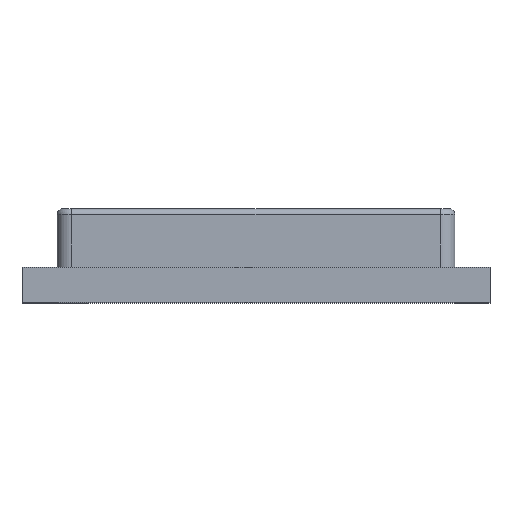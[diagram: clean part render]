
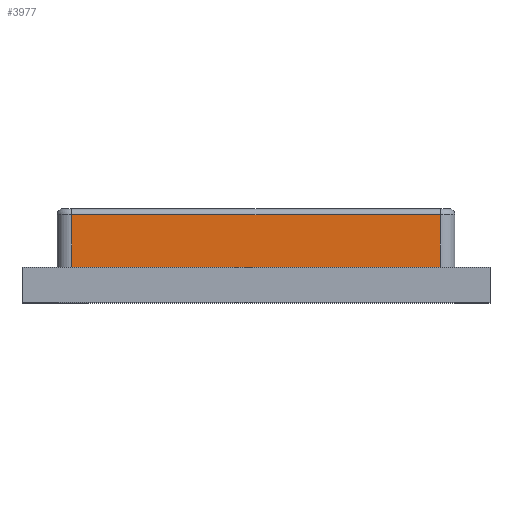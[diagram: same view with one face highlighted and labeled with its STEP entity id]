
A CAD part, top view. The second image highlights one B-rep face of the part: STEP entity #3977.
In plain terms, the highlighted planar face has unit normal (0, 0, 1).
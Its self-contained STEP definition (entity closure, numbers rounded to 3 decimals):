
#23 = EDGE_LOOP ( 'NONE', ( #2506, #2374, #1779, #1387 ) ) ;
#67 = CARTESIAN_POINT ( 'NONE',  ( 6.3, 1.2, 7.9 ) ) ;
#309 = CARTESIAN_POINT ( 'NONE',  ( -6.3, 1.2, 7.9 ) ) ;
#464 = CARTESIAN_POINT ( 'NONE',  ( 6.3, 27.247, 7.9 ) ) ;
#620 = VERTEX_POINT ( 'NONE', #4133 ) ;
#753 = DIRECTION ( 'NONE',  ( -1., 0., 0. ) ) ;
#795 = CARTESIAN_POINT ( 'NONE',  ( -6.3, 3., 7.9 ) ) ;
#920 = CARTESIAN_POINT ( 'NONE',  ( 6.3, 3., 7.9 ) ) ;
#1073 = PLANE ( 'NONE',  #1204 ) ;
#1136 = DIRECTION ( 'NONE',  ( 0., 1., 0. ) ) ;
#1137 = EDGE_CURVE ( 'NONE', #1187, #2640, #2226, .T. ) ;
#1187 = VERTEX_POINT ( 'NONE', #67 ) ;
#1204 = AXIS2_PLACEMENT_3D ( 'NONE', #1737, #2744, #753 ) ;
#1387 = ORIENTED_EDGE ( 'NONE', *, *, #1444, .T. ) ;
#1411 = DIRECTION ( 'NONE',  ( 0., -1., 0. ) ) ;
#1444 = EDGE_CURVE ( 'NONE', #3828, #1187, #3954, .T. ) ;
#1737 = CARTESIAN_POINT ( 'NONE',  ( 6.8, 27.247, 7.9 ) ) ;
#1779 = ORIENTED_EDGE ( 'NONE', *, *, #1856, .T. ) ;
#1789 = CARTESIAN_POINT ( 'NONE',  ( 6.8, 1.2, 7.9 ) ) ;
#1856 = EDGE_CURVE ( 'NONE', #620, #3828, #4260, .T. ) ;
#1935 = EDGE_CURVE ( 'NONE', #2640, #620, #3282, .T. ) ;
#2126 = DIRECTION ( 'NONE',  ( 1., 0., 0. ) ) ;
#2226 = LINE ( 'NONE', #464, #3127 ) ;
#2374 = ORIENTED_EDGE ( 'NONE', *, *, #1935, .T. ) ;
#2396 = CARTESIAN_POINT ( 'NONE',  ( -6.3, 27.247, 7.9 ) ) ;
#2506 = ORIENTED_EDGE ( 'NONE', *, *, #1137, .T. ) ;
#2640 = VERTEX_POINT ( 'NONE', #920 ) ;
#2665 = DIRECTION ( 'NONE',  ( -1., 0., 0. ) ) ;
#2672 = FACE_OUTER_BOUND ( 'NONE', #23, .T. ) ;
#2744 = DIRECTION ( 'NONE',  ( 0., 0., -1. ) ) ;
#2866 = VECTOR ( 'NONE', #2126, 1000. ) ;
#3127 = VECTOR ( 'NONE', #1136, 1000. ) ;
#3282 = LINE ( 'NONE', #795, #3747 ) ;
#3747 = VECTOR ( 'NONE', #2665, 1000. ) ;
#3828 = VERTEX_POINT ( 'NONE', #309 ) ;
#3954 = LINE ( 'NONE', #1789, #2866 ) ;
#3977 = ADVANCED_FACE ( 'NONE', ( #2672 ), #1073, .F. ) ;
#4133 = CARTESIAN_POINT ( 'NONE',  ( -6.3, 3., 7.9 ) ) ;
#4154 = VECTOR ( 'NONE', #1411, 1000. ) ;
#4260 = LINE ( 'NONE', #2396, #4154 ) ;
